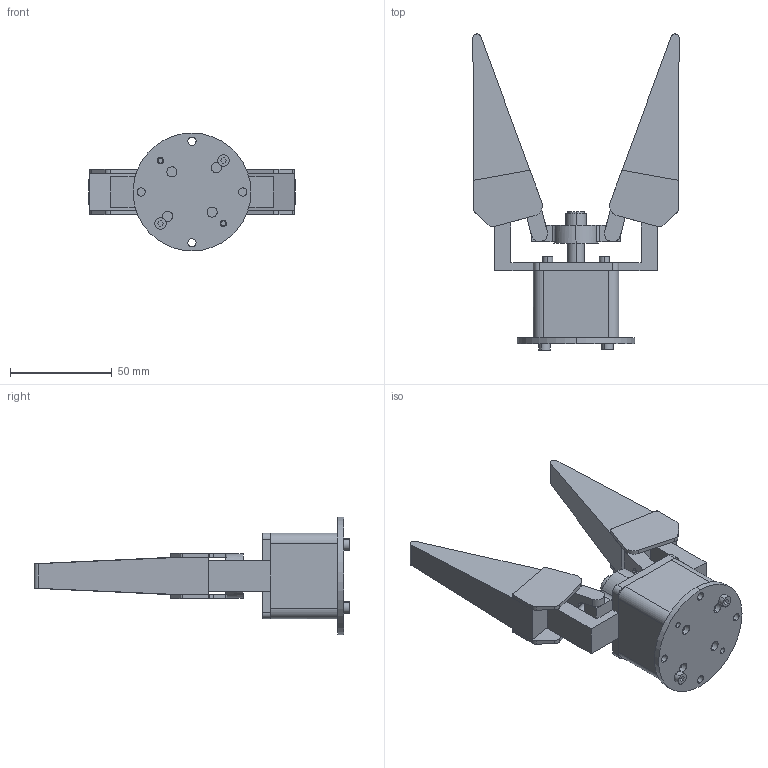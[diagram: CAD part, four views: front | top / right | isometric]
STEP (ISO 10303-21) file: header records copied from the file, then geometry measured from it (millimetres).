
FILE_DESCRIPTION( ('This file contains a STEP AP42 implementation' ,'as created by ZW3D STEP Interface translator.') ,'2;1' );
FILE_NAME( 'FAE2M86M 媼硌萇雄.stp' ,'2112 9.144054', (''), ('ZWCAD Software Co.'), 'Version 1.0', 'ZW3D to STEP translator', '' );
FILE_SCHEMA(('AUTOMOTIVE_DESIGN { 1 0 10303 214 1 1 1 1 }'));
Length unit declared in the file: millimetre
Products named in the file (2): 0; FAE2M86M 媼硌萇雄
Bounding box: 101.46 x 155.5 x 58 mm (x, y, z)
Volume: 147715.8 mm3; surface area: 49648.9 mm2
Topology: 14 solids, 16 shells, 246 faces, 612 edges, 408 vertices
Faces by surface type: plane 128, cylinder 118
Entity records: 9450 total; most frequent: CARTESIAN_POINT 3185, ORIENTED_EDGE 1224, DIRECTION 1188, EDGE_CURVE 612, AXIS2_PLACEMENT_3D 408, VERTEX_POINT 408, VECTOR 372, LINE 372
